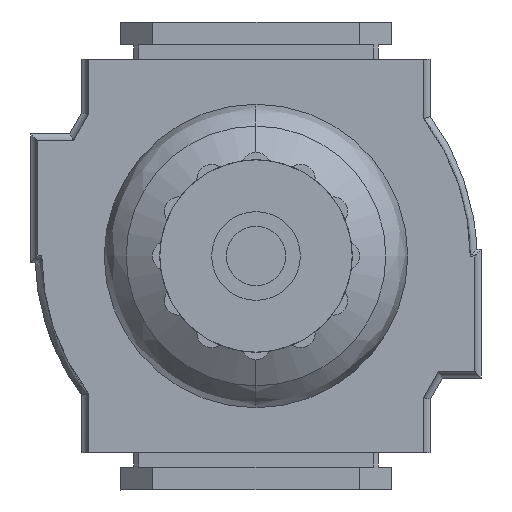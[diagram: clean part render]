
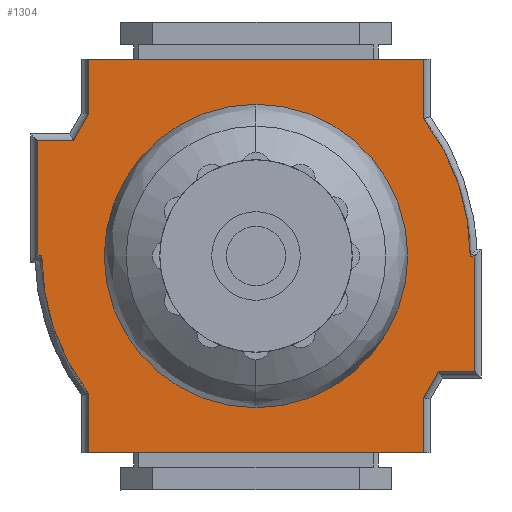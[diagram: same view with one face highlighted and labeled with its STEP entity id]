
A CAD part, front view. The second image highlights one B-rep face of the part: STEP entity #1304.
In plain terms, the highlighted face is planar.
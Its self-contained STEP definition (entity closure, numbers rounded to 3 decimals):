
#19 = EDGE_CURVE ( 'NONE', #4671, #4012, #3778, .T. ) ;
#42 = DIRECTION ( 'NONE',  ( 0., 0., 1. ) ) ;
#73 = CIRCLE ( 'NONE', #5001, 24.2 ) ;
#77 = CARTESIAN_POINT ( 'NONE',  ( -19.6, 30.9, -12.4 ) ) ;
#137 = EDGE_CURVE ( 'NONE', #1738, #4671, #3931, .T. ) ;
#196 = EDGE_CURVE ( 'NONE', #672, #1045, #5296, .T. ) ;
#264 = VECTOR ( 'NONE', #5771, 1000. ) ;
#270 = DIRECTION ( 'NONE',  ( -1., 0., 0. ) ) ;
#277 = DIRECTION ( 'NONE',  ( -0.496, 0., 0.868 ) ) ;
#300 = CARTESIAN_POINT ( 'NONE',  ( -23., 30.9, 0. ) ) ;
#361 = DIRECTION ( 'NONE',  ( 0., -1., 0. ) ) ;
#380 = CARTESIAN_POINT ( 'NONE',  ( -18., 30.9, -15.2 ) ) ;
#466 = LINE ( 'NONE', #5826, #3521 ) ;
#517 = CARTESIAN_POINT ( 'NONE',  ( 23.5, 30.9, 0. ) ) ;
#671 = VERTEX_POINT ( 'NONE', #2848 ) ;
#672 = VERTEX_POINT ( 'NONE', #4071 ) ;
#681 = CARTESIAN_POINT ( 'NONE',  ( -23.5, 30.9, -12.4 ) ) ;
#713 = VECTOR ( 'NONE', #5124, 1000. ) ;
#728 = LINE ( 'NONE', #77, #1334 ) ;
#736 = CARTESIAN_POINT ( 'NONE',  ( 18., 30.9, -14.731 ) ) ;
#755 = CARTESIAN_POINT ( 'NONE',  ( -19.6, 30.9, -12.4 ) ) ;
#845 = VERTEX_POINT ( 'NONE', #1998 ) ;
#981 = DIRECTION ( 'NONE',  ( 0., 0., -1. ) ) ;
#1004 = VERTEX_POINT ( 'NONE', #755 ) ;
#1045 = VERTEX_POINT ( 'NONE', #4648 ) ;
#1074 = ORIENTED_EDGE ( 'NONE', *, *, #196, .F. ) ;
#1209 = ORIENTED_EDGE ( 'NONE', *, *, #19, .F. ) ;
#1278 = EDGE_CURVE ( 'NONE', #1045, #5151, #6355, .T. ) ;
#1304 = ADVANCED_FACE ( 'NONE', ( #4678 ), #5201, .T. ) ;
#1313 = VECTOR ( 'NONE', #5559, 1000. ) ;
#1321 = EDGE_CURVE ( 'NONE', #6825, #1463, #1662, .T. ) ;
#1334 = VECTOR ( 'NONE', #3967, 1000. ) ;
#1416 = EDGE_CURVE ( 'NONE', #5151, #2567, #2153, .T. ) ;
#1460 = CARTESIAN_POINT ( 'NONE',  ( 19.6, 30.9, 12.4 ) ) ;
#1463 = VERTEX_POINT ( 'NONE', #736 ) ;
#1529 = DIRECTION ( 'NONE',  ( 0., 0., 1. ) ) ;
#1617 = EDGE_LOOP ( 'NONE', ( #2115, #5894, #3225, #6042, #5863, #3723, #5712, #6177, #3123, #1209, #4948, #4792, #6344, #5964, #1074, #2531 ) ) ;
#1646 = CARTESIAN_POINT ( 'NONE',  ( -18., 30.9, -15.2 ) ) ;
#1661 = VECTOR ( 'NONE', #6988, 1000. ) ;
#1662 = LINE ( 'NONE', #7062, #5076 ) ;
#1738 = VERTEX_POINT ( 'NONE', #1791 ) ;
#1791 = CARTESIAN_POINT ( 'NONE',  ( -18., 30.9, 21.125 ) ) ;
#1811 = EDGE_CURVE ( 'NONE', #4012, #3872, #5022, .T. ) ;
#1929 = VECTOR ( 'NONE', #5972, 1000. ) ;
#1957 = LINE ( 'NONE', #3021, #6276 ) ;
#1998 = CARTESIAN_POINT ( 'NONE',  ( -23.5, 30.9, -12.4 ) ) ;
#2115 = ORIENTED_EDGE ( 'NONE', *, *, #5361, .F. ) ;
#2151 = VERTEX_POINT ( 'NONE', #4424 ) ;
#2153 = LINE ( 'NONE', #6986, #6793 ) ;
#2235 = CARTESIAN_POINT ( 'NONE',  ( 18., 30.9, 21.125 ) ) ;
#2320 = CARTESIAN_POINT ( 'NONE',  ( -23.5, 30.9, 0. ) ) ;
#2340 = LINE ( 'NONE', #681, #5477 ) ;
#2370 = VERTEX_POINT ( 'NONE', #517 ) ;
#2531 = ORIENTED_EDGE ( 'NONE', *, *, #3438, .F. ) ;
#2567 = VERTEX_POINT ( 'NONE', #3327 ) ;
#2590 = DIRECTION ( 'NONE',  ( 0., 0., -1. ) ) ;
#2619 = CARTESIAN_POINT ( 'NONE',  ( -23.5, 30.9, 0. ) ) ;
#2848 = CARTESIAN_POINT ( 'NONE',  ( 23., 30.9, 0. ) ) ;
#2909 = VECTOR ( 'NONE', #2590, 1000. ) ;
#3021 = CARTESIAN_POINT ( 'NONE',  ( 23., 30.9, 0. ) ) ;
#3123 = ORIENTED_EDGE ( 'NONE', *, *, #1811, .F. ) ;
#3195 = CARTESIAN_POINT ( 'NONE',  ( 23.5, 30.9, 0. ) ) ;
#3225 = ORIENTED_EDGE ( 'NONE', *, *, #1321, .F. ) ;
#3327 = CARTESIAN_POINT ( 'NONE',  ( 18., 30.9, 21.125 ) ) ;
#3438 = EDGE_CURVE ( 'NONE', #2370, #672, #4826, .T. ) ;
#3494 = DIRECTION ( 'NONE',  ( 1., 0., 0. ) ) ;
#3521 = VECTOR ( 'NONE', #6401, 1000. ) ;
#3681 = CARTESIAN_POINT ( 'NONE',  ( 1.2, 30.9, 0. ) ) ;
#3723 = ORIENTED_EDGE ( 'NONE', *, *, #3893, .F. ) ;
#3778 = CIRCLE ( 'NONE', #6985, 24.2 ) ;
#3872 = VERTEX_POINT ( 'NONE', #2320 ) ;
#3893 = EDGE_CURVE ( 'NONE', #1004, #4639, #728, .T. ) ;
#3931 = LINE ( 'NONE', #4482, #713 ) ;
#3967 = DIRECTION ( 'NONE',  ( 0.496, 0., -0.868 ) ) ;
#4012 = VERTEX_POINT ( 'NONE', #300 ) ;
#4070 = EDGE_CURVE ( 'NONE', #4639, #2151, #6553, .T. ) ;
#4071 = CARTESIAN_POINT ( 'NONE',  ( 23.5, 30.9, 12.4 ) ) ;
#4086 = CARTESIAN_POINT ( 'NONE',  ( -18., 30.9, 14.731 ) ) ;
#4259 = EDGE_CURVE ( 'NONE', #1463, #671, #73, .T. ) ;
#4424 = CARTESIAN_POINT ( 'NONE',  ( -18., 30.9, -21.125 ) ) ;
#4482 = CARTESIAN_POINT ( 'NONE',  ( -18., 30.9, 21.125 ) ) ;
#4639 = VERTEX_POINT ( 'NONE', #380 ) ;
#4648 = CARTESIAN_POINT ( 'NONE',  ( 19.6, 30.9, 12.4 ) ) ;
#4671 = VERTEX_POINT ( 'NONE', #4086 ) ;
#4678 = FACE_OUTER_BOUND ( 'NONE', #1617, .T. ) ;
#4736 = AXIS2_PLACEMENT_3D ( 'NONE', #4789, #6956, #1529 ) ;
#4789 = CARTESIAN_POINT ( 'NONE',  ( 0., 30.9, 0. ) ) ;
#4792 = ORIENTED_EDGE ( 'NONE', *, *, #6136, .F. ) ;
#4826 = LINE ( 'NONE', #3195, #1661 ) ;
#4948 = ORIENTED_EDGE ( 'NONE', *, *, #137, .F. ) ;
#5001 = AXIS2_PLACEMENT_3D ( 'NONE', #6756, #361, #3494 ) ;
#5011 = DIRECTION ( 'NONE',  ( 1., 0., 0. ) ) ;
#5022 = LINE ( 'NONE', #5081, #1313 ) ;
#5076 = VECTOR ( 'NONE', #42, 1000. ) ;
#5081 = CARTESIAN_POINT ( 'NONE',  ( -23., 30.9, 0. ) ) ;
#5124 = DIRECTION ( 'NONE',  ( 0., 0., -1. ) ) ;
#5151 = VERTEX_POINT ( 'NONE', #6973 ) ;
#5201 = PLANE ( 'NONE',  #4736 ) ;
#5216 = DIRECTION ( 'NONE',  ( 1., 0., 0. ) ) ;
#5225 = CARTESIAN_POINT ( 'NONE',  ( 23.5, 30.9, 12.4 ) ) ;
#5296 = LINE ( 'NONE', #5225, #264 ) ;
#5361 = EDGE_CURVE ( 'NONE', #671, #2370, #1957, .T. ) ;
#5388 = DIRECTION ( 'NONE',  ( 0., 0., 1. ) ) ;
#5472 = LINE ( 'NONE', #2235, #1929 ) ;
#5477 = VECTOR ( 'NONE', #5011, 1000. ) ;
#5509 = EDGE_CURVE ( 'NONE', #845, #1004, #2340, .T. ) ;
#5559 = DIRECTION ( 'NONE',  ( -1., 0., 0. ) ) ;
#5712 = ORIENTED_EDGE ( 'NONE', *, *, #5509, .F. ) ;
#5771 = DIRECTION ( 'NONE',  ( -1., 0., 0. ) ) ;
#5826 = CARTESIAN_POINT ( 'NONE',  ( -18., 30.9, -21.125 ) ) ;
#5863 = ORIENTED_EDGE ( 'NONE', *, *, #4070, .F. ) ;
#5894 = ORIENTED_EDGE ( 'NONE', *, *, #4259, .F. ) ;
#5964 = ORIENTED_EDGE ( 'NONE', *, *, #1278, .F. ) ;
#5972 = DIRECTION ( 'NONE',  ( -1., 0., 0. ) ) ;
#6042 = ORIENTED_EDGE ( 'NONE', *, *, #6067, .F. ) ;
#6067 = EDGE_CURVE ( 'NONE', #2151, #6825, #466, .T. ) ;
#6136 = EDGE_CURVE ( 'NONE', #2567, #1738, #5472, .T. ) ;
#6177 = ORIENTED_EDGE ( 'NONE', *, *, #6579, .F. ) ;
#6276 = VECTOR ( 'NONE', #5216, 1000. ) ;
#6316 = DIRECTION ( 'NONE',  ( 0., -1., 0. ) ) ;
#6333 = LINE ( 'NONE', #2619, #2909 ) ;
#6337 = VECTOR ( 'NONE', #277, 1000. ) ;
#6344 = ORIENTED_EDGE ( 'NONE', *, *, #1416, .F. ) ;
#6355 = LINE ( 'NONE', #1460, #6337 ) ;
#6401 = DIRECTION ( 'NONE',  ( 1., 0., 0. ) ) ;
#6553 = LINE ( 'NONE', #1646, #6929 ) ;
#6579 = EDGE_CURVE ( 'NONE', #3872, #845, #6333, .T. ) ;
#6688 = CARTESIAN_POINT ( 'NONE',  ( 18., 30.9, -21.125 ) ) ;
#6756 = CARTESIAN_POINT ( 'NONE',  ( -1.2, 30.9, 0. ) ) ;
#6793 = VECTOR ( 'NONE', #5388, 1000. ) ;
#6825 = VERTEX_POINT ( 'NONE', #6688 ) ;
#6929 = VECTOR ( 'NONE', #981, 1000. ) ;
#6956 = DIRECTION ( 'NONE',  ( 0., 1., 0. ) ) ;
#6973 = CARTESIAN_POINT ( 'NONE',  ( 18., 30.9, 15.2 ) ) ;
#6985 = AXIS2_PLACEMENT_3D ( 'NONE', #3681, #6316, #270 ) ;
#6986 = CARTESIAN_POINT ( 'NONE',  ( 18., 30.9, 15.2 ) ) ;
#6988 = DIRECTION ( 'NONE',  ( 0., 0., 1. ) ) ;
#7062 = CARTESIAN_POINT ( 'NONE',  ( 18., 30.9, -21.125 ) ) ;
